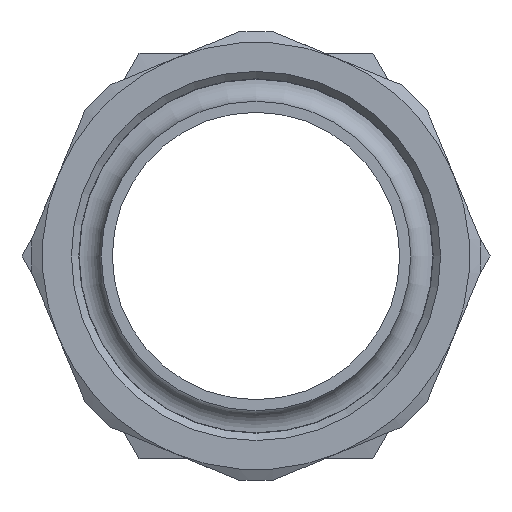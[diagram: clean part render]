
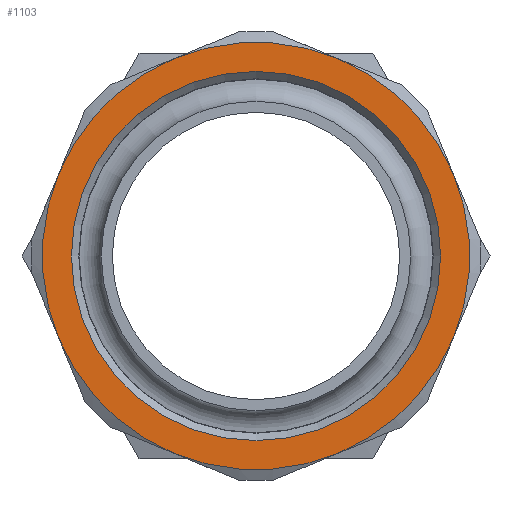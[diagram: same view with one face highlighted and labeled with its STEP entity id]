
A CAD part, left-side view. The second image highlights one B-rep face of the part: STEP entity #1103.
In plain terms, the highlighted planar face has unit normal (-1, 0, 0).
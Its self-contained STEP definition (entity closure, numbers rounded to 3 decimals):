
#32=FACE_BOUND($,#277,.T.);
#66=PLANE($,#1216);
#199=FACE_OUTER_BOUND($,#276,.T.);
#276=EDGE_LOOP($,(#810,#811,#812,#813,#814,#815,#816,#817));
#277=EDGE_LOOP($,(#818));
#377=CIRCLE($,#1193,29.);
#379=CIRCLE($,#1197,29.);
#380=CIRCLE($,#1199,29.);
#381=CIRCLE($,#1201,29.);
#382=CIRCLE($,#1203,29.);
#386=CIRCLE($,#1213,25.05);
#388=CIRCLE($,#1217,29.);
#389=CIRCLE($,#1218,29.);
#390=CIRCLE($,#1219,29.);
#508=VERTEX_POINT($,#1734);
#509=VERTEX_POINT($,#1738);
#512=VERTEX_POINT($,#1754);
#513=VERTEX_POINT($,#1758);
#514=VERTEX_POINT($,#1764);
#515=VERTEX_POINT($,#1773);
#516=VERTEX_POINT($,#1782);
#520=VERTEX_POINT($,#1824);
#522=VERTEX_POINT($,#1834);
#608=EDGE_CURVE($,#508,#509,#377,.T.);
#614=EDGE_CURVE($,#512,#513,#379,.T.);
#617=EDGE_CURVE($,#514,#512,#380,.T.);
#620=EDGE_CURVE($,#515,#514,#381,.T.);
#623=EDGE_CURVE($,#516,#515,#382,.T.);
#638=EDGE_CURVE($,#522,#522,#386,.T.);
#640=EDGE_CURVE($,#520,#508,#388,.T.);
#641=EDGE_CURVE($,#513,#520,#389,.T.);
#642=EDGE_CURVE($,#509,#516,#390,.T.);
#810=ORIENTED_EDGE($,*,*,#640,.F.);
#811=ORIENTED_EDGE($,*,*,#641,.F.);
#812=ORIENTED_EDGE($,*,*,#614,.F.);
#813=ORIENTED_EDGE($,*,*,#617,.F.);
#814=ORIENTED_EDGE($,*,*,#620,.F.);
#815=ORIENTED_EDGE($,*,*,#623,.F.);
#816=ORIENTED_EDGE($,*,*,#642,.F.);
#817=ORIENTED_EDGE($,*,*,#608,.F.);
#818=ORIENTED_EDGE($,*,*,#638,.F.);
#1103=ADVANCED_FACE($,(#199,#32),#66,.T.);
#1193=AXIS2_PLACEMENT_3D($,#1739,#1392,#1393);
#1197=AXIS2_PLACEMENT_3D($,#1759,#1400,#1401);
#1199=AXIS2_PLACEMENT_3D($,#1768,#1404,#1405);
#1201=AXIS2_PLACEMENT_3D($,#1777,#1408,#1409);
#1203=AXIS2_PLACEMENT_3D($,#1786,#1412,#1413);
#1213=AXIS2_PLACEMENT_3D($,#1835,#1432,#1433);
#1216=AXIS2_PLACEMENT_3D($,#1839,#1438,#1439);
#1217=AXIS2_PLACEMENT_3D($,#1840,#1440,#1441);
#1218=AXIS2_PLACEMENT_3D($,#1841,#1442,#1443);
#1219=AXIS2_PLACEMENT_3D($,#1842,#1444,#1445);
#1392=DIRECTION('center_axis',(1.,0.,0.));
#1393=DIRECTION('ref_axis',(0.,1.,0.));
#1400=DIRECTION('center_axis',(1.,0.,0.));
#1401=DIRECTION('ref_axis',(0.,1.,0.));
#1404=DIRECTION('center_axis',(1.,0.,0.));
#1405=DIRECTION('ref_axis',(0.,1.,0.));
#1408=DIRECTION('center_axis',(1.,0.,0.));
#1409=DIRECTION('ref_axis',(0.,1.,0.));
#1412=DIRECTION('center_axis',(1.,0.,0.));
#1413=DIRECTION('ref_axis',(0.,1.,0.));
#1432=DIRECTION('center_axis',(-1.,0.,0.));
#1433=DIRECTION('ref_axis',(0.,0.,1.));
#1438=DIRECTION('center_axis',(-1.,0.,0.));
#1439=DIRECTION('ref_axis',(0.,0.,1.));
#1440=DIRECTION('center_axis',(1.,0.,0.));
#1441=DIRECTION('ref_axis',(0.,1.,0.));
#1442=DIRECTION('center_axis',(1.,0.,0.));
#1443=DIRECTION('ref_axis',(0.,1.,0.));
#1444=DIRECTION('center_axis',(1.,0.,0.));
#1445=DIRECTION('ref_axis',(0.,1.,0.));
#1734=CARTESIAN_POINT('',(0.,11.098,26.793));
#1738=CARTESIAN_POINT('',(0.,-11.098,26.793));
#1739=CARTESIAN_POINT('Origin',(0.,0.,
0.));
#1754=CARTESIAN_POINT('',(0.,11.098,-26.793));
#1758=CARTESIAN_POINT('',(0.,26.793,-11.098));
#1759=CARTESIAN_POINT('Origin',(0.,0.,
0.));
#1764=CARTESIAN_POINT('',(0.,-11.098,-26.793));
#1768=CARTESIAN_POINT('Origin',(0.,0.,
0.));
#1773=CARTESIAN_POINT('',(0.,-26.793,-11.098));
#1777=CARTESIAN_POINT('Origin',(0.,0.,
0.));
#1782=CARTESIAN_POINT('',(0.,-26.793,11.098));
#1786=CARTESIAN_POINT('Origin',(0.,0.,
0.));
#1824=CARTESIAN_POINT('',(0.,26.793,11.098));
#1834=CARTESIAN_POINT('',(0.,0.,
-25.05));
#1835=CARTESIAN_POINT('Origin',(0.,0.,
0.));
#1839=CARTESIAN_POINT('Origin',(0.,14.5,0.));
#1840=CARTESIAN_POINT('Origin',(0.,0.,
0.));
#1841=CARTESIAN_POINT('Origin',(0.,0.,
0.));
#1842=CARTESIAN_POINT('Origin',(0.,0.,
0.));
